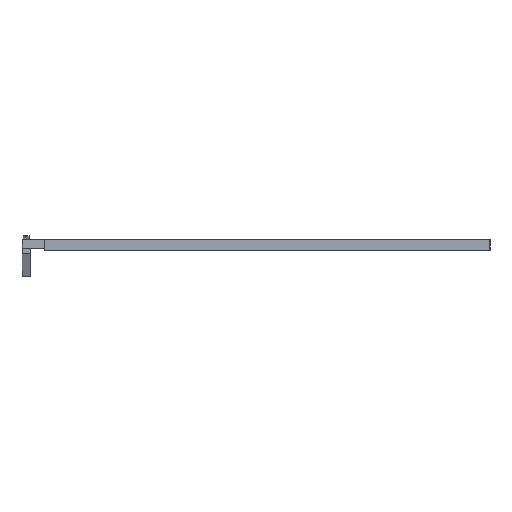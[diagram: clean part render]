
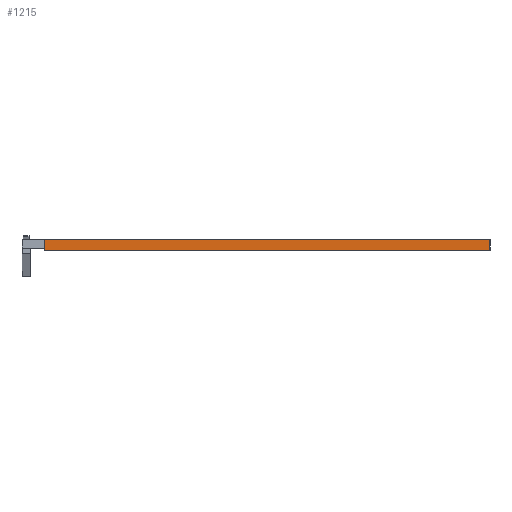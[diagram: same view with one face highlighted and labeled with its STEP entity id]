
A CAD part, left-side view. The second image highlights one B-rep face of the part: STEP entity #1215.
In plain terms, the highlighted face is planar.
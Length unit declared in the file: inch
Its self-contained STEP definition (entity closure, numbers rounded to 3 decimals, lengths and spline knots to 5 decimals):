
#137 = LINE ( 'NONE', #9940, #4671 ) ;
#203 = EDGE_CURVE ( 'NONE', #3498, #12392, #137, .T. ) ;
#641 = DIRECTION ( 'NONE',  ( 0., 0., -1. ) ) ;
#870 = DIRECTION ( 'NONE',  ( 0., 0., -1. ) ) ;
#1215 = ADVANCED_FACE ( 'NONE', ( #5657 ), #2872, .T. ) ;
#1417 = VECTOR ( 'NONE', #7211, 39.37008 ) ;
#1829 = CARTESIAN_POINT ( 'NONE',  ( 0.5, 0., -0.5 ) ) ;
#2111 = CARTESIAN_POINT ( 'NONE',  ( 0.5, -39.37008, 0.5 ) ) ;
#2382 = LINE ( 'NONE', #3540, #11114 ) ;
#2423 = EDGE_CURVE ( 'NONE', #2761, #3498, #10361, .T. ) ;
#2761 = VERTEX_POINT ( 'NONE', #2111 ) ;
#2872 = PLANE ( 'NONE',  #11676 ) ;
#3498 = VERTEX_POINT ( 'NONE', #3720 ) ;
#3540 = CARTESIAN_POINT ( 'NONE',  ( 0.5, -39.37008, -0.5 ) ) ;
#3581 = CARTESIAN_POINT ( 'NONE',  ( 0.5, -39.37008, -0.5 ) ) ;
#3720 = CARTESIAN_POINT ( 'NONE',  ( 0.5, 0., 0.5 ) ) ;
#4671 = VECTOR ( 'NONE', #10007, 39.37008 ) ;
#5266 = ORIENTED_EDGE ( 'NONE', *, *, #2423, .F. ) ;
#5639 = CARTESIAN_POINT ( 'NONE',  ( 0.5, -39.37008, -0.5 ) ) ;
#5657 = FACE_OUTER_BOUND ( 'NONE', #11256, .T. ) ;
#6108 = EDGE_CURVE ( 'NONE', #6154, #12392, #10658, .T. ) ;
#6154 = VERTEX_POINT ( 'NONE', #5639 ) ;
#7017 = EDGE_CURVE ( 'NONE', #2761, #6154, #2382, .T. ) ;
#7211 = DIRECTION ( 'NONE',  ( 0., 1., 0. ) ) ;
#7340 = CARTESIAN_POINT ( 'NONE',  ( 0.5, -39.37008, 0.5 ) ) ;
#7522 = DIRECTION ( 'NONE',  ( 0., 1., 0. ) ) ;
#8400 = ORIENTED_EDGE ( 'NONE', *, *, #203, .F. ) ;
#9182 = ORIENTED_EDGE ( 'NONE', *, *, #7017, .T. ) ;
#9940 = CARTESIAN_POINT ( 'NONE',  ( 0.5, 0., -0.5 ) ) ;
#10007 = DIRECTION ( 'NONE',  ( 0., 0., -1. ) ) ;
#10074 = ORIENTED_EDGE ( 'NONE', *, *, #6108, .T. ) ;
#10361 = LINE ( 'NONE', #7340, #1417 ) ;
#10658 = LINE ( 'NONE', #3581, #10687 ) ;
#10687 = VECTOR ( 'NONE', #7522, 39.37008 ) ;
#11114 = VECTOR ( 'NONE', #641, 39.37008 ) ;
#11256 = EDGE_LOOP ( 'NONE', ( #8400, #5266, #9182, #10074 ) ) ;
#11676 = AXIS2_PLACEMENT_3D ( 'NONE', #12724, #11758, #870 ) ;
#11758 = DIRECTION ( 'NONE',  ( 1., 0., 0. ) ) ;
#12392 = VERTEX_POINT ( 'NONE', #1829 ) ;
#12724 = CARTESIAN_POINT ( 'NONE',  ( 0.5, -39.37008, -0.5 ) ) ;
